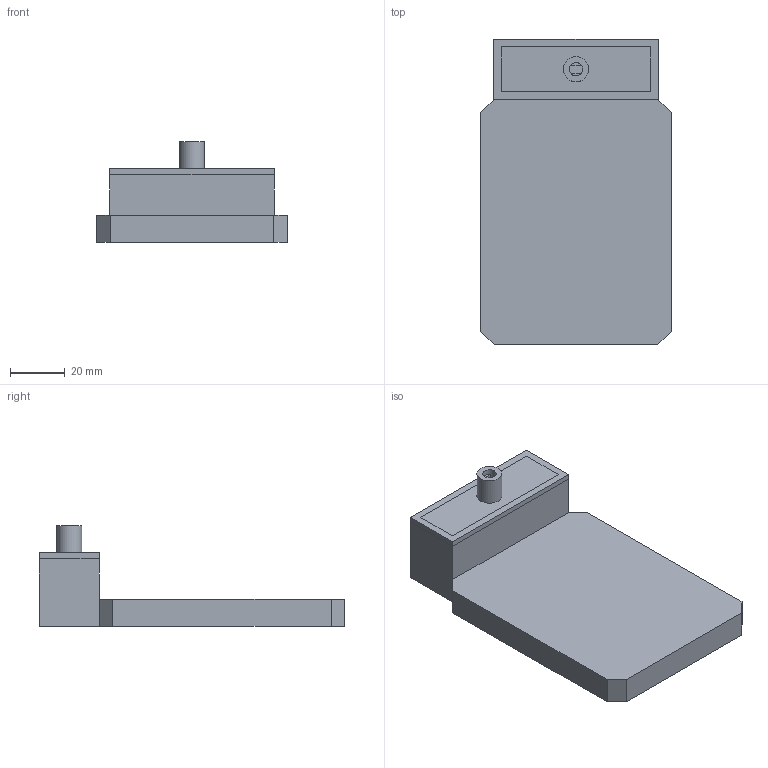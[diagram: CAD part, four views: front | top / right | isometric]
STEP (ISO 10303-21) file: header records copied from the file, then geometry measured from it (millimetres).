
FILE_DESCRIPTION(/* description */ (''),/* implementation_level */ '2;1');
FILE_NAME(/* name */ 'latch_flipper.stp',/* time_stamp */ '2019-11-12T22:07:50-05:00',/* author */ (''),/* organization */ (''),/* preprocessor_version */ 'ST-DEVELOPER v16.7',/* originating_system */ 'SIEMENS PLM Software NX 1872',/* authorisation */ '');
FILE_SCHEMA (('AUTOMOTIVE_DESIGN { 1 0 10303 214 3 1 1 1 }'));
Length unit declared in the file: millimetre
Products named in the file (1): latch_flipper
Bounding box: 70 x 112 x 37 mm (x, y, z)
Volume: 77117.7 mm3; surface area: 28272.4 mm2
Topology: 4 solids, 4 shells, 35 faces, 78 edges, 52 vertices
Faces by surface type: plane 33, cylinder 2
Full cylindrical faces by diameter (mm): 4.95 x1, 9.2 x1
Entity records: 983 total; most frequent: CARTESIAN_POINT 162, DIRECTION 154, ORIENTED_EDGE 150, EDGE_CURVE 75, LINE 68, VECTOR 68, VERTEX_POINT 51, AXIS2_PLACEMENT_3D 43
